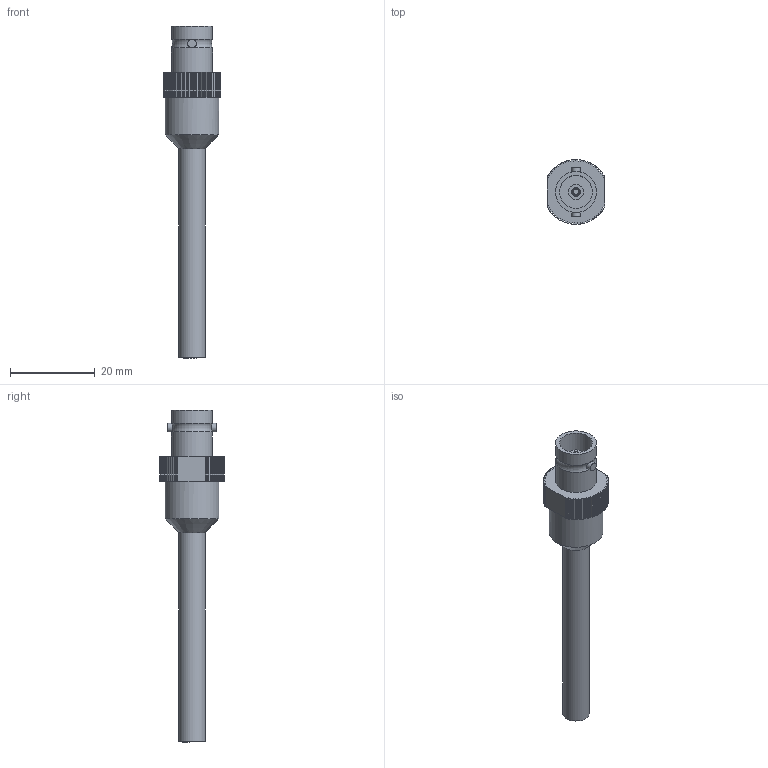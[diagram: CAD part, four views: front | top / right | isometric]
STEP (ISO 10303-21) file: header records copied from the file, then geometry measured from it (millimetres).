
FILE_DESCRIPTION(/* description */ (''),/* implementation_level */ '2;1');
FILE_NAME(/* name */ 'ENX.stp',/* time_stamp */ '2017-05-03T17:33:17-04:00',/* author */ ('aneininger'),/* organization */ ('CONNECTION TECHNOLOGY CENTER'),/* preprocessor_version */ 'ST-DEVELOPER v16.5',/* originating_system */ 'Autodesk Inventor 2017',/* authorisation */ '');
FILE_SCHEMA (('AUTOMOTIVE_DESIGN { 1 0 10303 214 3 1 1 }'));
Length unit declared in the file: inch
Products named in the file (1): Part26
Bounding box: 13.46 x 15.24 x 78.16 mm (x, y, z)
Volume: 4198.5 mm3; surface area: 2906.2 mm2
Topology: 1 solids, 1 shells, 327 faces, 752 edges, 499 vertices
Faces by surface type: plane 194, cylinder 130, cone 1, bspline 1, torus 1
Full cylindrical faces by diameter (mm): 0.127 x19, 0.203 x38, 1.27 x1, 1.829 x1, 2.032 x2, 2.095 x1, 3.353 x1, 3.614 x1, 3.988 x1, 4.115 x1, 4.142 x1, 4.267 x1, 6.223 x1, 7.797 x1, 9.652 x2, 12.7 x1
Entity records: 9406 total; most frequent: CARTESIAN_POINT 1588, DIRECTION 1587, ORIENTED_EDGE 1352, EDGE_CURVE 673, AXIS2_PLACEMENT_3D 590, VERTEX_POINT 495, EDGE_LOOP 474, LINE 407
